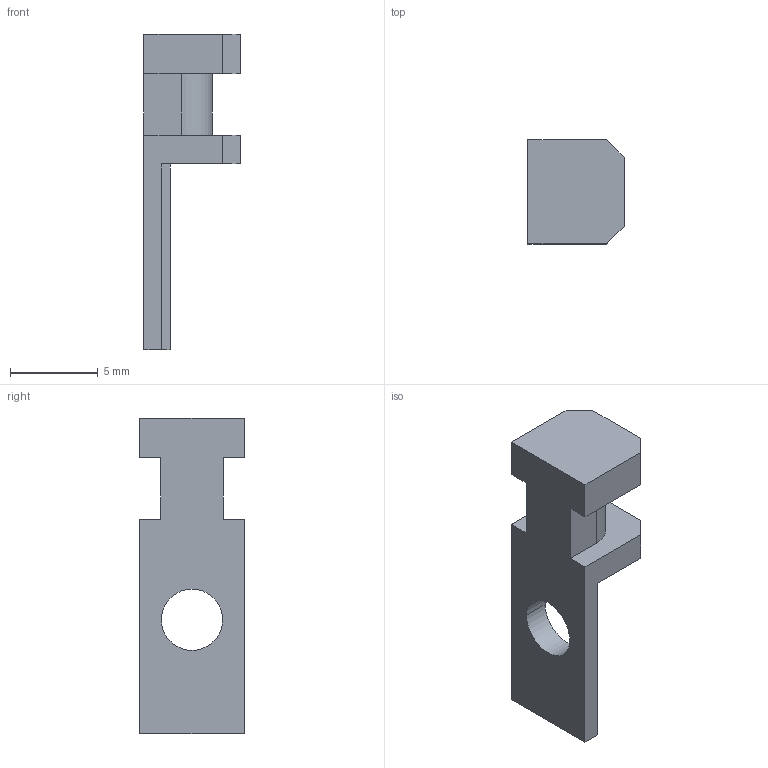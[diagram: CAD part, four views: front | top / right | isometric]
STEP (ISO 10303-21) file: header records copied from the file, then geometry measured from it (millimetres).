
FILE_DESCRIPTION(('CATIA V5 STEP Exchange'),'2;1');
FILE_NAME('Triangle_Hole_Pattern_End_Mount_to_2020.stp','2020-01-09T00:10:20+00:00',('none'),('none'),'CATIA Version 5-6 Release 2018','CATIA V5 STEP AP203','none');
FILE_SCHEMA(('CONFIG_CONTROL_DESIGN'));
Length unit declared in the file: millimetre
Products named in the file (1): Befenybay End Mount to 2020
Bounding box: 5.5 x 5.95 x 18 mm (x, y, z)
Volume: 245 mm3; surface area: 382.5 mm2
Topology: 1 solids, 1 shells, 24 faces, 68 edges, 46 vertices
Faces by surface type: plane 21, cylinder 3
Entity records: 793 total; most frequent: ORIENTED_EDGE 136, CARTESIAN_POINT 135, DIRECTION 108, EDGE_CURVE 68, VECTOR 60, LINE 60, VERTEX_POINT 46, AXIS2_PLACEMENT_3D 29
